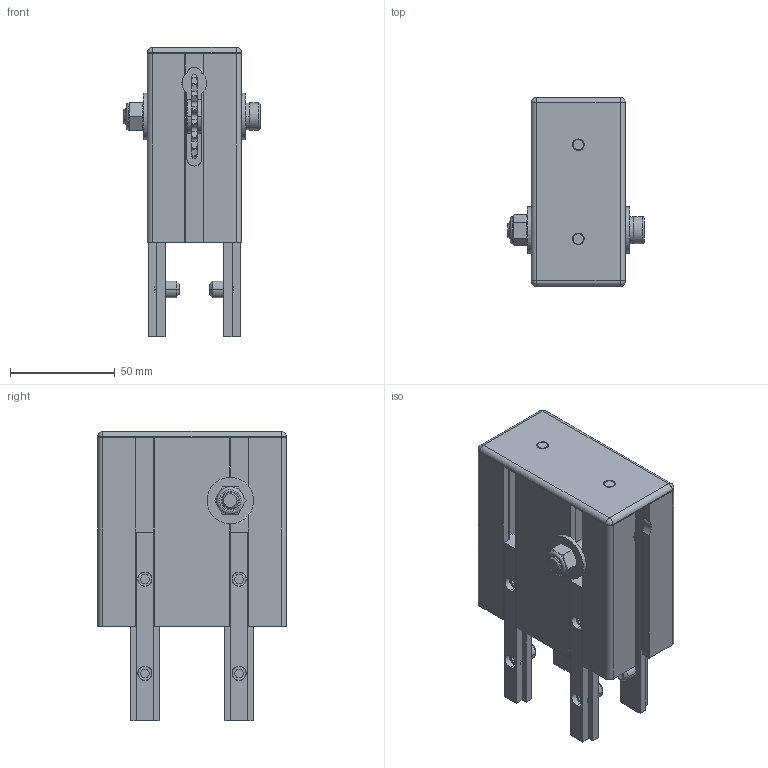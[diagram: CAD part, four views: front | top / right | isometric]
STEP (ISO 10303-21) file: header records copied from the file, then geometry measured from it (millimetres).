
FILE_DESCRIPTION(/* description */ (''),/* implementation_level */ '2;1');
FILE_NAME(/* name */ '56-030-0.stp',/* time_stamp */ '2022-04-13T08:53:47-04:00',/* author */ ('jmurphy'),/* organization */ (''),/* preprocessor_version */ 'ST-DEVELOPER v18.1',/* originating_system */ 'AutoCAD Mechanical',/* authorisation */ '');
FILE_SCHEMA (('AUTOMOTIVE_DESIGN { 1 0 10303 214 3 1 1 }'));
Length unit declared in the file: millimetre
Products named in the file (14): Product; ACADMENU; M8 Lock Washer for SHCS; 22_10071; 60-020-0; 28_00241; M8LKH-0; 21_12140; P-56-030.001; P-56-030.002; P-56-030.003; minitec_2021120811160600; M8LGW-0; 41-300-0
Assembly tree (23 placements, depth 3):
  Product
    ACADMENU  x7
    M8 Lock Washer for SHCS
    22_10071
      60-020-0
    28_00241
      M8LKH-0
    21_12140
    P-56-030.001
    P-56-030.002
    P-56-030.003
    minitec_2021120811160600
    M8LGW-0  x2
    41-300-0  x4
Bounding box: 65 x 90 x 138 mm (x, y, z)
Volume: 152377.8 mm3; surface area: 117912.8 mm2
Topology: 23 solids, 23 shells, 788 faces, 2139 edges, 1391 vertices
Faces by surface type: plane 390, cylinder 283, cone 71, torus 40, sphere 4
Full cylindrical faces by diameter (mm): 5 x4, 5.5 x2, 6.832 x1, 8 x4, 8.01 x1, 8.583 x1, 9.525 x2, 10 x2, 12 x2, 12.03 x1, 13 x1, 22.225 x2
Entity records: 22735 total; most frequent: CARTESIAN_POINT 5571, ORIENTED_EDGE 3602, DIRECTION 3570, EDGE_CURVE 1801, AXIS2_PLACEMENT_3D 1282, VERTEX_POINT 1189, LINE 1006, VECTOR 1006
